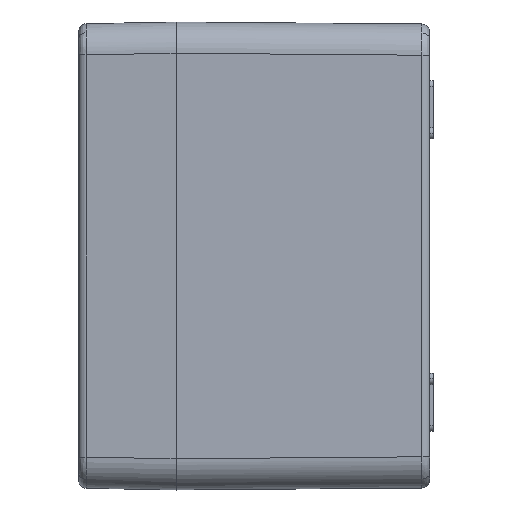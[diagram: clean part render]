
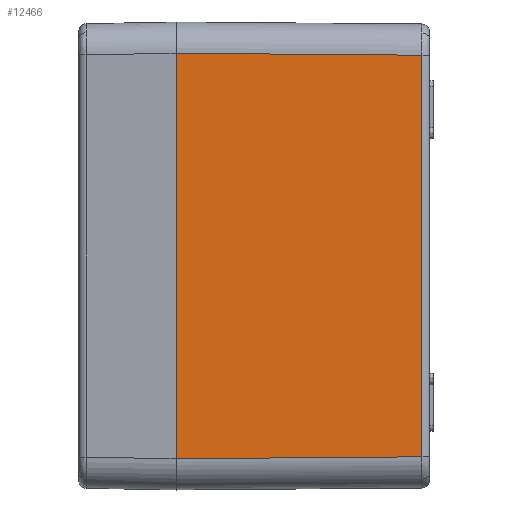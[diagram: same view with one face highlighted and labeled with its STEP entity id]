
A CAD part, left-side view. The second image highlights one B-rep face of the part: STEP entity #12466.
In plain terms, the highlighted planar face has unit normal (-1, -0.008, 0).
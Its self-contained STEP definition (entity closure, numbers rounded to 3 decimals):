
#1121=LINE('',#29681,#1736);
#1168=LINE('',#30364,#1783);
#1169=LINE('',#30365,#1784);
#1170=LINE('',#30366,#1785);
#1736=VECTOR('',#16327,1000.);
#1783=VECTOR('',#16434,1000.);
#1784=VECTOR('',#16435,1000.);
#1785=VECTOR('',#16436,1000.);
#2062=PLANE('',#13706);
#3336=FACE_OUTER_BOUND('',#4248,.T.);
#4248=EDGE_LOOP('',(#10493,#10494,#10495,#10496));
#5978=VERTEX_POINT('',#28465);
#6151=VERTEX_POINT('',#29678);
#6152=VERTEX_POINT('',#29680);
#6194=VERTEX_POINT('',#30363);
#7663=EDGE_CURVE('',#6152,#6151,#1121,.T.);
#7736=EDGE_CURVE('',#6151,#6194,#1168,.T.);
#7737=EDGE_CURVE('',#6194,#5978,#1169,.T.);
#7738=EDGE_CURVE('',#5978,#6152,#1170,.T.);
#10493=ORIENTED_EDGE('',*,*,#7736,.T.);
#10494=ORIENTED_EDGE('',*,*,#7737,.T.);
#10495=ORIENTED_EDGE('',*,*,#7738,.T.);
#10496=ORIENTED_EDGE('',*,*,#7663,.T.);
#12466=ADVANCED_FACE('',(#3336),#2062,.T.);
#13706=AXIS2_PLACEMENT_3D('',#30362,#16432,#16433);
#16327=DIRECTION('',(0.,0.,-1.));
#16432=DIRECTION('center_axis',(-1.,-0.008,
0.));
#16433=DIRECTION('ref_axis',(0.008,-1.,0.));
#16434=DIRECTION('',(0.008,-1.,0.008));
#16435=DIRECTION('',(0.,0.,1.));
#16436=DIRECTION('',(-0.008,1.,0.008));
#28465=CARTESIAN_POINT('',(-109.489,-63.016,51.49));
#29678=CARTESIAN_POINT('',(-109.984,0.,-51.985));
#29680=CARTESIAN_POINT('',(-109.984,0.,51.985));
#29681=CARTESIAN_POINT('',(-109.984,0.,-60.));
#30362=CARTESIAN_POINT('Origin',(-110.,2.,-60.));
#30363=CARTESIAN_POINT('',(-109.489,-63.016,-51.49));
#30364=CARTESIAN_POINT('',(-110.,2.063,-52.001));
#30365=CARTESIAN_POINT('',(-109.489,-63.016,51.474));
#30366=CARTESIAN_POINT('',(-109.993,1.12,51.993));
